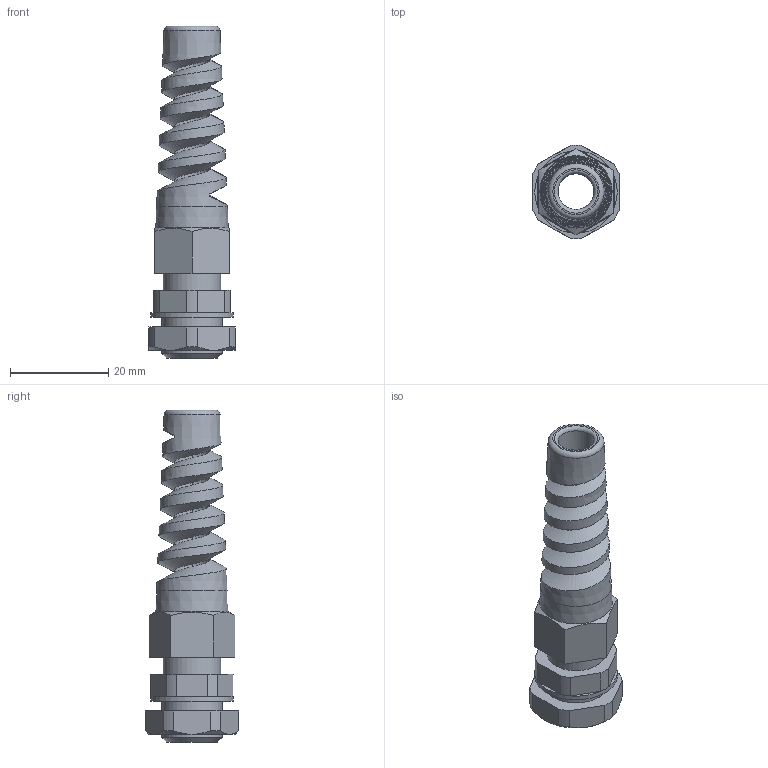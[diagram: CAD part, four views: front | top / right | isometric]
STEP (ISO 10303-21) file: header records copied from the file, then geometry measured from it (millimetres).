
FILE_DESCRIPTION(('FreeCAD Model'),'2;1');
FILE_NAME('Open CASCADE Shape Model','2023-01-13T12:06:29',(''),(''), 'Open CASCADE STEP processor 7.6','FreeCAD','Unknown');
FILE_SCHEMA(('AUTOMOTIVE_DESIGN { 1 0 10303 214 1 1 1 1 }'));
Length unit declared in the file: millimetre
Products named in the file (5): PG7_Gland; Body; Body002; Body003; Cut
Assembly tree (4 placements, depth 2):
  PG7_Gland
    Body
    Body002
    Body003
    Cut
Bounding box: 17.5 x 18.99 x 67.45 mm (x, y, z)
Volume: 6236.3 mm3; surface area: 7055.5 mm2
Topology: 4 solids, 4 shells, 94 faces, 217 edges, 131 vertices
Faces by surface type: plane 34, cylinder 26, cone 20, bspline 12, torus 2
Full cylindrical faces by diameter (mm): 7.3 x6, 7.83 x1, 11.74 x1, 11.8 x1, 12.25 x1, 12.3 x2, 16.75 x1
Entity records: 5596 total; most frequent: CARTESIAN_POINT 3366, DIRECTION 446, ORIENTED_EDGE 434, EDGE_CURVE 217, AXIS2_PLACEMENT_3D 176, VERTEX_POINT 131, FACE_BOUND 104, EDGE_LOOP 104
